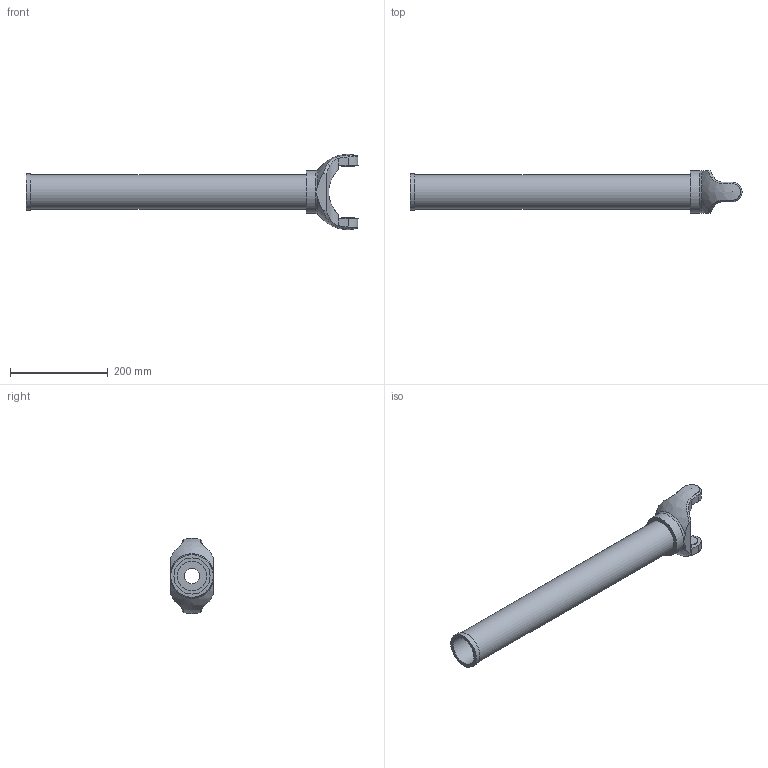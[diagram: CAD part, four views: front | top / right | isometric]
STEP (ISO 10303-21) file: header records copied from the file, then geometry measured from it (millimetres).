
FILE_DESCRIPTION(/* description */ (''),/* implementation_level */ '2;1');
FILE_NAME(/* name */ 'Teleskop_upper_ipt_55e3edb2.STEP',/* time_stamp */ '2020-11-16T16:19:48+01:00',/* author */ ('SUSTRVOJ'),/* organization */ (''),/* preprocessor_version */ 'ST-DEVELOPER v17.2',/* originating_system */ 'Autodesk Inventor 2019',/* authorisation */ '');
FILE_SCHEMA (('AUTOMOTIVE_DESIGN { 1 0 10303 214 3 1 1 }'));
Length unit declared in the file: millimetre
Products named in the file (1): Teleskop_upper
Bounding box: 679 x 87 x 154 mm (x, y, z)
Volume: 1019118.8 mm3; surface area: 282459.1 mm2
Topology: 1 solids, 1 shells, 50 faces, 121 edges, 76 vertices
Faces by surface type: plane 18, cylinder 14, bspline 14, torus 2, sphere 2
Full cylindrical faces by diameter (mm): 26 x2, 32 x1, 60 x1, 70 x1, 74 x1, 87 x1
Entity records: 2600 total; most frequent: CARTESIAN_POINT 1480, ORIENTED_EDGE 238, DIRECTION 185, EDGE_CURVE 119, VERTEX_POINT 76, AXIS2_PLACEMENT_3D 70, EDGE_LOOP 57, FACE_OUTER_BOUND 50
